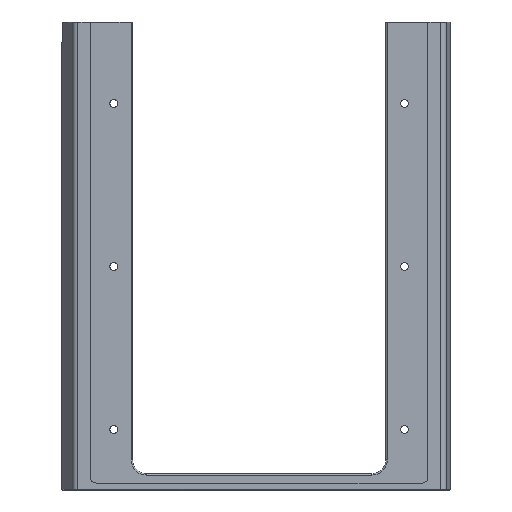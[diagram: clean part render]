
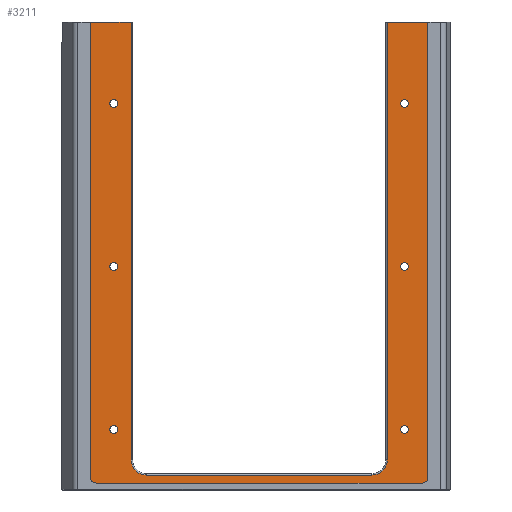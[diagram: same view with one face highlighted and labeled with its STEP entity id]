
A CAD part, front view. The second image highlights one B-rep face of the part: STEP entity #3211.
In plain terms, the highlighted planar face has unit normal (0, -1, 0).
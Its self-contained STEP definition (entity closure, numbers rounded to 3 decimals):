
#172=CIRCLE('',#3438,6.6);
#176=CIRCLE('',#3444,6.6);
#179=CIRCLE('',#3449,2.4);
#180=CIRCLE('',#3450,2.4);
#181=CIRCLE('',#3451,1.7);
#182=CIRCLE('',#3452,1.7);
#183=CIRCLE('',#3453,1.7);
#184=CIRCLE('',#3454,1.7);
#185=CIRCLE('',#3455,1.7);
#186=CIRCLE('',#3456,1.7);
#403=VERTEX_POINT('',#4959);
#406=VERTEX_POINT('',#4964);
#408=VERTEX_POINT('',#4969);
#410=VERTEX_POINT('',#4975);
#412=VERTEX_POINT('',#4981);
#414=VERTEX_POINT('',#4987);
#415=VERTEX_POINT('',#4992);
#416=VERTEX_POINT('',#4994);
#417=VERTEX_POINT('',#4996);
#418=VERTEX_POINT('',#4998);
#419=VERTEX_POINT('',#5000);
#420=VERTEX_POINT('',#5002);
#421=VERTEX_POINT('',#5004);
#422=VERTEX_POINT('',#5006);
#423=VERTEX_POINT('',#5008);
#424=VERTEX_POINT('',#5010);
#425=VERTEX_POINT('',#5012);
#426=VERTEX_POINT('',#5014);
#706=VECTOR('',#3926,1.);
#707=VECTOR('',#3938,1.);
#709=VECTOR('',#3951,1.);
#711=VECTOR('',#3954,1.);
#712=VECTOR('',#3955,1.);
#713=VECTOR('',#3958,1.);
#714=VECTOR('',#3961,1.);
#1021=LINE('',#4965,#706);
#1022=LINE('',#4976,#707);
#1024=LINE('',#4988,#709);
#1026=LINE('',#4991,#711);
#1027=LINE('',#4993,#712);
#1028=LINE('',#4997,#713);
#1029=LINE('',#5001,#714);
#1373=EDGE_CURVE('',#406,#403,#1021,.T.);
#1375=EDGE_CURVE('',#408,#406,#172,.T.);
#1378=EDGE_CURVE('',#410,#408,#1022,.T.);
#1381=EDGE_CURVE('',#412,#410,#176,.T.);
#1384=EDGE_CURVE('',#414,#412,#1024,.T.);
#1386=EDGE_CURVE('',#415,#414,#1026,.T.);
#1387=EDGE_CURVE('',#415,#416,#1027,.T.);
#1388=EDGE_CURVE('',#416,#417,#179,.T.);
#1389=EDGE_CURVE('',#417,#418,#1028,.T.);
#1390=EDGE_CURVE('',#418,#419,#180,.T.);
#1391=EDGE_CURVE('',#419,#420,#1029,.T.);
#1392=EDGE_CURVE('',#403,#420,#1026,.T.);
#1393=EDGE_CURVE('',#421,#421,#181,.T.);
#1394=EDGE_CURVE('',#422,#422,#182,.T.);
#1395=EDGE_CURVE('',#423,#423,#183,.T.);
#1396=EDGE_CURVE('',#424,#424,#184,.T.);
#1397=EDGE_CURVE('',#425,#425,#185,.T.);
#1398=EDGE_CURVE('',#426,#426,#186,.T.);
#1908=ORIENTED_EDGE('',*,*,#1373,.F.);
#1909=ORIENTED_EDGE('',*,*,#1375,.F.);
#1910=ORIENTED_EDGE('',*,*,#1378,.F.);
#1911=ORIENTED_EDGE('',*,*,#1381,.F.);
#1912=ORIENTED_EDGE('',*,*,#1384,.F.);
#1913=ORIENTED_EDGE('',*,*,#1386,.F.);
#1914=ORIENTED_EDGE('',*,*,#1387,.T.);
#1915=ORIENTED_EDGE('',*,*,#1388,.T.);
#1916=ORIENTED_EDGE('',*,*,#1389,.T.);
#1917=ORIENTED_EDGE('',*,*,#1390,.T.);
#1918=ORIENTED_EDGE('',*,*,#1391,.T.);
#1919=ORIENTED_EDGE('',*,*,#1392,.F.);
#1920=ORIENTED_EDGE('',*,*,#1393,.T.);
#1921=ORIENTED_EDGE('',*,*,#1394,.T.);
#1922=ORIENTED_EDGE('',*,*,#1395,.T.);
#1923=ORIENTED_EDGE('',*,*,#1396,.T.);
#1924=ORIENTED_EDGE('',*,*,#1397,.T.);
#1925=ORIENTED_EDGE('',*,*,#1398,.T.);
#2725=EDGE_LOOP('',(#1908,#1909,#1910,#1911,#1912,#1913,#1914,#1915,#1916,
#1917,#1918,#1919));
#2726=EDGE_LOOP('',(#1920));
#2727=EDGE_LOOP('',(#1921));
#2728=EDGE_LOOP('',(#1922));
#2729=EDGE_LOOP('',(#1923));
#2730=EDGE_LOOP('',(#1924));
#2731=EDGE_LOOP('',(#1925));
#2971=FACE_BOUND('',#2725,.T.);
#2972=FACE_BOUND('',#2726,.T.);
#2973=FACE_BOUND('',#2727,.T.);
#2974=FACE_BOUND('',#2728,.T.);
#2975=FACE_BOUND('',#2729,.T.);
#2976=FACE_BOUND('',#2730,.T.);
#2977=FACE_BOUND('',#2731,.T.);
#3211=ADVANCED_FACE('',(#2971,#2972,#2973,#2974,#2975,#2976,#2977),#5936,
 .F.);
#3438=AXIS2_PLACEMENT_3D('',#4970,#3930,#3931);
#3444=AXIS2_PLACEMENT_3D('',#4982,#3943,#3944);
#3448=AXIS2_PLACEMENT_3D('',#4990,#3953,$);
#3449=AXIS2_PLACEMENT_3D('',#4995,#3956,#3957);
#3450=AXIS2_PLACEMENT_3D('',#4999,#3959,#3960);
#3451=AXIS2_PLACEMENT_3D('',#5003,#3962,#3963);
#3452=AXIS2_PLACEMENT_3D('',#5005,#3964,#3965);
#3453=AXIS2_PLACEMENT_3D('',#5007,#3966,#3967);
#3454=AXIS2_PLACEMENT_3D('',#5009,#3968,#3969);
#3455=AXIS2_PLACEMENT_3D('',#5011,#3970,#3971);
#3456=AXIS2_PLACEMENT_3D('',#5013,#3972,#3973);
#3926=DIRECTION('',(0.,0.,1.));
#3930=DIRECTION('',(0.,-1.,0.));
#3931=DIRECTION('',(4.667,0.,-4.667));
#3938=DIRECTION('',(1.,0.,0.));
#3943=DIRECTION('',(0.,-1.,0.));
#3944=DIRECTION('',(-4.667,0.,-4.667));
#3951=DIRECTION('',(0.,0.,-1.));
#3953=DIRECTION('',(0.,1.,0.));
#3954=DIRECTION('',(1.,0.,0.));
#3955=DIRECTION('',(0.,0.,-1.));
#3956=DIRECTION('',(0.,-1.,0.));
#3957=DIRECTION('',(-1.697,0.,-1.697));
#3958=DIRECTION('',(1.,0.,0.));
#3959=DIRECTION('',(0.,-1.,0.));
#3960=DIRECTION('',(1.697,0.,-1.697));
#3961=DIRECTION('',(0.,0.,1.));
#3962=DIRECTION('',(0.,1.,0.));
#3963=DIRECTION('',(0.,0.,-1.7));
#3964=DIRECTION('',(0.,1.,0.));
#3965=DIRECTION('',(0.,0.,-1.7));
#3966=DIRECTION('',(0.,1.,0.));
#3967=DIRECTION('',(0.,0.,-1.7));
#3968=DIRECTION('',(0.,1.,0.));
#3969=DIRECTION('',(0.,0.,-1.7));
#3970=DIRECTION('',(0.,1.,0.));
#3971=DIRECTION('',(0.,0.,-1.7));
#3972=DIRECTION('',(0.,1.,0.));
#3973=DIRECTION('',(0.,0.,-1.7));
#4959=CARTESIAN_POINT('',(134.785,1.6,198.));
#4964=CARTESIAN_POINT('',(134.785,1.6,10.));
#4965=CARTESIAN_POINT('',(134.785,1.6,100.));
#4969=CARTESIAN_POINT('',(128.185,1.6,3.4));
#4970=CARTESIAN_POINT('',(128.185,1.6,10.));
#4975=CARTESIAN_POINT('',(31.385,1.6,3.4));
#4976=CARTESIAN_POINT('',(79.785,1.6,3.4));
#4981=CARTESIAN_POINT('',(24.785,1.6,10.));
#4982=CARTESIAN_POINT('',(31.385,1.6,10.));
#4987=CARTESIAN_POINT('',(24.785,1.6,198.));
#4988=CARTESIAN_POINT('',(24.785,1.6,100.));
#4990=CARTESIAN_POINT('',(79.785,1.6,99.));
#4991=CARTESIAN_POINT('',(76.186,1.6,198.));
#4992=CARTESIAN_POINT('',(7.385,1.6,198.));
#4993=CARTESIAN_POINT('',(7.385,1.6,0.));
#4994=CARTESIAN_POINT('',(7.385,1.6,2.4));
#4995=CARTESIAN_POINT('',(9.785,1.6,2.4));
#4996=CARTESIAN_POINT('',(9.785,1.6,0.));
#4997=CARTESIAN_POINT('',(152.185,1.6,0.));
#4998=CARTESIAN_POINT('',(149.785,1.6,0.));
#4999=CARTESIAN_POINT('',(149.785,1.6,2.4));
#5000=CARTESIAN_POINT('',(152.185,1.6,2.4));
#5001=CARTESIAN_POINT('',(152.185,1.6,198.));
#5002=CARTESIAN_POINT('',(152.185,1.6,198.));
#5003=CARTESIAN_POINT('',(17.335,1.6,23.));
#5004=CARTESIAN_POINT('',(17.335,1.6,21.3));
#5005=CARTESIAN_POINT('',(17.335,1.6,93.));
#5006=CARTESIAN_POINT('',(17.335,1.6,91.3));
#5007=CARTESIAN_POINT('',(17.335,1.6,163.));
#5008=CARTESIAN_POINT('',(17.335,1.6,161.3));
#5009=CARTESIAN_POINT('',(142.185,1.6,163.));
#5010=CARTESIAN_POINT('',(142.185,1.6,161.3));
#5011=CARTESIAN_POINT('',(142.185,1.6,93.));
#5012=CARTESIAN_POINT('',(142.185,1.6,91.3));
#5013=CARTESIAN_POINT('',(142.185,1.6,23.));
#5014=CARTESIAN_POINT('',(142.185,1.6,21.3));
#5936=PLANE('',#3448);
